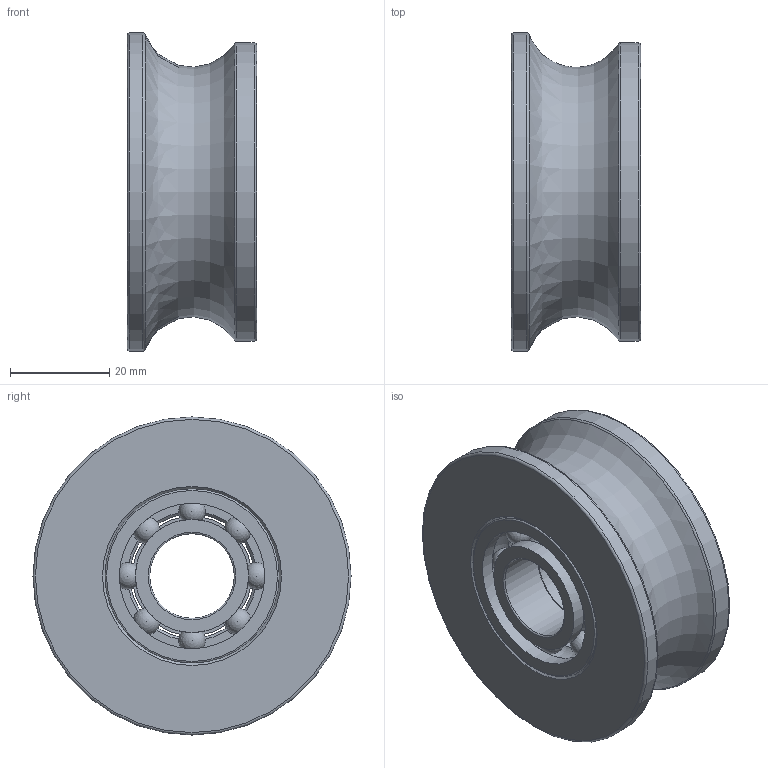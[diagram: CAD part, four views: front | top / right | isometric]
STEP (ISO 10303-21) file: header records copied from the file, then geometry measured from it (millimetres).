
FILE_DESCRIPTION((''),'2;1');
FILE_NAME('820200.ipt.stp','2010-09-05T11:43:04',(''),(''),'Autodesk Inventor 2010','Autodesk Inventor 2010','');
FILE_SCHEMA(('AUTOMOTIVE_DESIGN { 1 0 10303 214 1 1 1 1 }'));
Length unit declared in the file: millimetre
Products named in the file (1): 820200
Bounding box: 26 x 64 x 64 mm (x, y, z)
Volume: 53373.6 mm3; surface area: 24257.8 mm2
Topology: 4 solids, 4 shells, 98 faces, 330 edges, 214 vertices
Faces by surface type: torus 44, cylinder 19, sphere 16, plane 14, cone 4, bspline 1
Full cylindrical faces by diameter (mm): 17 x3, 22.76 x4, 24 x1, 25 x1, 29.24 x4, 35 x4, 60 x1, 64 x1
Entity records: 4730 total; most frequent: CARTESIAN_POINT 2287, ORIENTED_EDGE 476, DIRECTION 416, EDGE_CURVE 238, AXIS2_PLACEMENT_3D 208, VERTEX_POINT 174, EDGE_LOOP 164, B_SPLINE_CURVE_WITH_KNOTS 128
